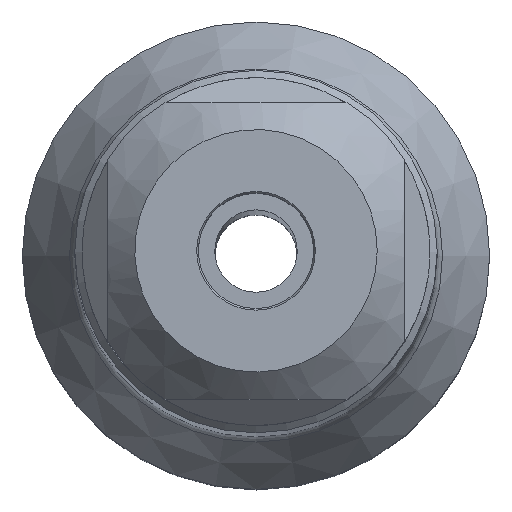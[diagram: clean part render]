
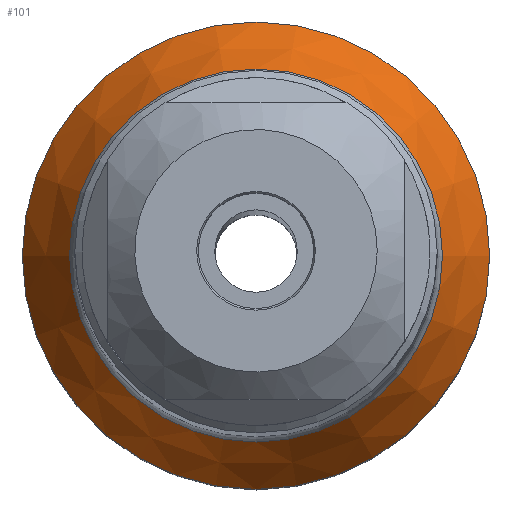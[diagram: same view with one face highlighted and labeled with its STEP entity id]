
A CAD part, top view. The second image highlights one B-rep face of the part: STEP entity #101.
In plain terms, the highlighted conical face has half-angle 30 degrees and reference radius 5.5 mm.
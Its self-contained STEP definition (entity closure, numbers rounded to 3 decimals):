
#92=CONICAL_SURFACE('',#454,5.5,30.);
#101=ADVANCED_FACE('',(#136,#137),#92,.T.);
#136=FACE_BOUND('',#174,.T.);
#137=FACE_BOUND('',#175,.T.);
#174=EDGE_LOOP('',(#220));
#175=EDGE_LOOP('',(#221));
#220=ORIENTED_EDGE('',*,*,#338,.T.);
#221=ORIENTED_EDGE('',*,*,#339,.F.);
#304=VERTEX_POINT('',#665);
#305=VERTEX_POINT('',#667);
#338=EDGE_CURVE('',#304,#304,#380,.T.);
#339=EDGE_CURVE('',#305,#305,#381,.T.);
#380=CIRCLE('',#452,5.661);
#381=CIRCLE('',#453,7.093);
#452=AXIS2_PLACEMENT_3D('',#664,#519,#520);
#453=AXIS2_PLACEMENT_3D('',#666,#521,#522);
#454=AXIS2_PLACEMENT_3D('',#668,#523,#524);
#519=DIRECTION('',(0.,0.,-1.));
#520=DIRECTION('',(-1.,0.,0.));
#521=DIRECTION('',(0.,0.,-1.));
#522=DIRECTION('',(-1.,0.,0.));
#523=DIRECTION('',(0.,0.,-1.));
#524=DIRECTION('',(-1.,0.,0.));
#664=CARTESIAN_POINT('',(0.,0.,-82.519));
#665=CARTESIAN_POINT('',(-5.661,0.,-82.519));
#666=CARTESIAN_POINT('',(0.,0.,-85.));
#667=CARTESIAN_POINT('',(-7.093,0.,-85.));
#668=CARTESIAN_POINT('',(0.,0.,-82.241));
